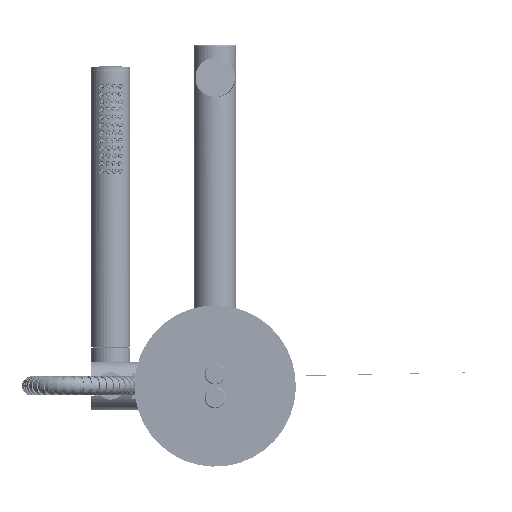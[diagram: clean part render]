
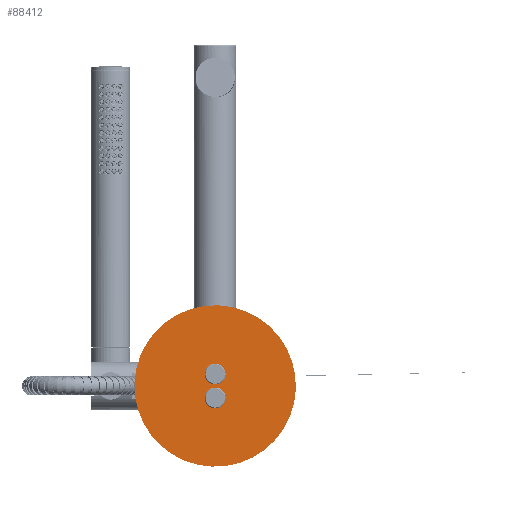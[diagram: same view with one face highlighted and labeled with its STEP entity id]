
A CAD part, front view. The second image highlights one B-rep face of the part: STEP entity #88412.
In plain terms, the highlighted planar face has unit normal (0, -1, 0).
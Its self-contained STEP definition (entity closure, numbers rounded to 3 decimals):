
#5284=FACE_BOUND('',#18989,.T.);
#5285=FACE_BOUND('',#18990,.T.);
#8469=CIRCLE('',#97096,7.4);
#8495=CIRCLE('',#97140,7.4);
#8497=CIRCLE('',#97144,57.5);
#8498=CIRCLE('',#97145,57.5);
#13493=FACE_OUTER_BOUND('',#18988,.T.);
#18988=EDGE_LOOP('',(#65369,#65370));
#18989=EDGE_LOOP('',(#65371));
#18990=EDGE_LOOP('',(#65372));
#35827=VERTEX_POINT('',#145873);
#35855=VERTEX_POINT('',#146668);
#35857=VERTEX_POINT('',#146676);
#35858=VERTEX_POINT('',#146677);
#46252=EDGE_CURVE('',#35827,#35827,#8469,.T.);
#46293=EDGE_CURVE('',#35855,#35855,#8495,.T.);
#46296=EDGE_CURVE('',#35857,#35858,#8497,.T.);
#46297=EDGE_CURVE('',#35858,#35857,#8498,.T.);
#65369=ORIENTED_EDGE('',*,*,#46296,.T.);
#65370=ORIENTED_EDGE('',*,*,#46297,.T.);
#65371=ORIENTED_EDGE('',*,*,#46252,.F.);
#65372=ORIENTED_EDGE('',*,*,#46293,.F.);
#80637=PLANE('',#97154);
#88412=ADVANCED_FACE('',(#13493,#5284,#5285),#80637,.T.);
#97096=AXIS2_PLACEMENT_3D('',#145875,#114969,#114970);
#97140=AXIS2_PLACEMENT_3D('',#146670,#115066,#115067);
#97144=AXIS2_PLACEMENT_3D('',#146678,#115075,#115076);
#97145=AXIS2_PLACEMENT_3D('',#146679,#115077,#115078);
#97154=AXIS2_PLACEMENT_3D('',#146694,#115096,#115097);
#114969=DIRECTION('center_axis',(0.,-1.,0.));
#114970=DIRECTION('ref_axis',(-0.52,0.,
0.854));
#115066=DIRECTION('center_axis',(0.,-1.,0.));
#115067=DIRECTION('ref_axis',(0.998,0.,0.065));
#115075=DIRECTION('center_axis',(0.,-1.,0.));
#115076=DIRECTION('ref_axis',(-0.217,0.,-0.976));
#115077=DIRECTION('center_axis',(0.,-1.,0.));
#115078=DIRECTION('ref_axis',(-0.217,0.,-0.976));
#115096=DIRECTION('center_axis',(0.,-1.,0.));
#115097=DIRECTION('ref_axis',(-0.976,0.,
0.217));
#145873=CARTESIAN_POINT('',(3.848,10.,-14.821));
#145875=CARTESIAN_POINT('Origin',(0.,10.,
-8.5));
#146668=CARTESIAN_POINT('',(-7.384,10.,8.016));
#146670=CARTESIAN_POINT('Origin',(0.,10.,
8.5));
#146676=CARTESIAN_POINT('',(-12.5,10.,-56.125));
#146677=CARTESIAN_POINT('',(12.5,10.,56.125));
#146678=CARTESIAN_POINT('Origin',(0.,10.,
0.));
#146679=CARTESIAN_POINT('Origin',(0.,10.,
0.));
#146694=CARTESIAN_POINT('Origin',(-12.435,10.,-55.832));
